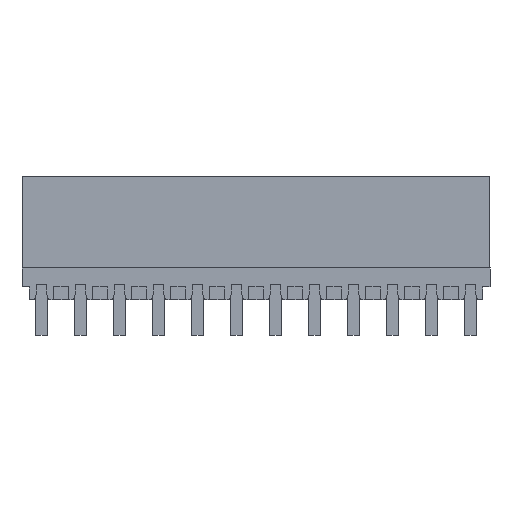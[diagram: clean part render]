
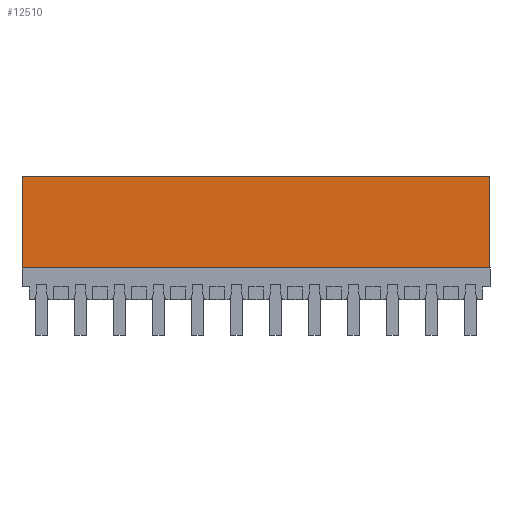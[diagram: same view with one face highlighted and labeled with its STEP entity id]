
A CAD part, front view. The second image highlights one B-rep face of the part: STEP entity #12510.
In plain terms, the highlighted planar face has unit normal (0, -1, 0).
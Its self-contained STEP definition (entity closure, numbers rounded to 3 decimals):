
#12497=AXIS2_PLACEMENT_3D('Plane Axis2P3D',#12494,#12495,#12496) ;
#4269=CARTESIAN_POINT('Line Origine',(42.,0.,10.15)) ;
#4273=CARTESIAN_POINT('Vertex',(42.,0.,14.25)) ;
#4275=CARTESIAN_POINT('Vertex',(42.,0.,6.05)) ;
#7566=CARTESIAN_POINT('Vertex',(0.,0.,6.05)) ;
#7569=CARTESIAN_POINT('Line Origine',(0.,0.,10.15)) ;
#7573=CARTESIAN_POINT('Vertex',(0.,0.,14.25)) ;
#8107=CARTESIAN_POINT('Line Origine',(21.,0.,6.05)) ;
#12494=CARTESIAN_POINT('Axis2P3D Location',(27.3,0.,14.25)) ;
#12499=CARTESIAN_POINT('Line Origine',(21.,0.,14.25)) ;
#4270=DIRECTION('Vector Direction',(0.,0.,-1.)) ;
#7570=DIRECTION('Vector Direction',(0.,0.,-1.)) ;
#8108=DIRECTION('Vector Direction',(1.,0.,0.)) ;
#12495=DIRECTION('Axis2P3D Direction',(0.,-1.,0.)) ;
#12496=DIRECTION('Axis2P3D XDirection',(0.,0.,-1.)) ;
#12500=DIRECTION('Vector Direction',(1.,0.,0.)) ;
#4271=VECTOR('Line Direction',#4270,1.) ;
#7571=VECTOR('Line Direction',#7570,1.) ;
#8109=VECTOR('Line Direction',#8108,1.) ;
#12501=VECTOR('Line Direction',#12500,1.) ;
#12505=ORIENTED_EDGE('',*,*,#7575,.T.) ;
#12506=ORIENTED_EDGE('',*,*,#8111,.F.) ;
#12507=ORIENTED_EDGE('',*,*,#4277,.F.) ;
#12508=ORIENTED_EDGE('',*,*,#12503,.F.) ;
#12510=ADVANCED_FACE('HOUSING',(#12509),#12498,.T.) ;
#4277=EDGE_CURVE('',#4274,#4276,#4272,.T.) ;
#7575=EDGE_CURVE('',#7574,#7567,#7572,.T.) ;
#8111=EDGE_CURVE('',#4276,#7567,#8110,.F.) ;
#12503=EDGE_CURVE('',#7574,#4274,#12502,.T.) ;
#12504=EDGE_LOOP('',(#12505,#12506,#12507,#12508)) ;
#12509=FACE_OUTER_BOUND('',#12504,.T.) ;
#4272=LINE('Line',#4269,#4271) ;
#7572=LINE('Line',#7569,#7571) ;
#8110=LINE('Line',#8107,#8109) ;
#12502=LINE('Line',#12499,#12501) ;
#12498=PLANE('',#12497) ;
#4274=VERTEX_POINT('',#4273) ;
#4276=VERTEX_POINT('',#4275) ;
#7567=VERTEX_POINT('',#7566) ;
#7574=VERTEX_POINT('',#7573) ;
